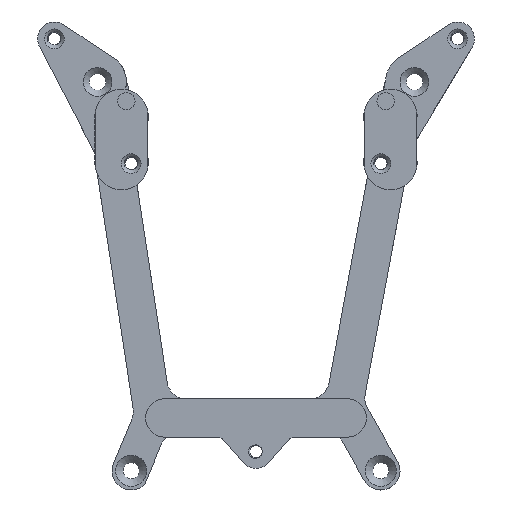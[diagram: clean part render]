
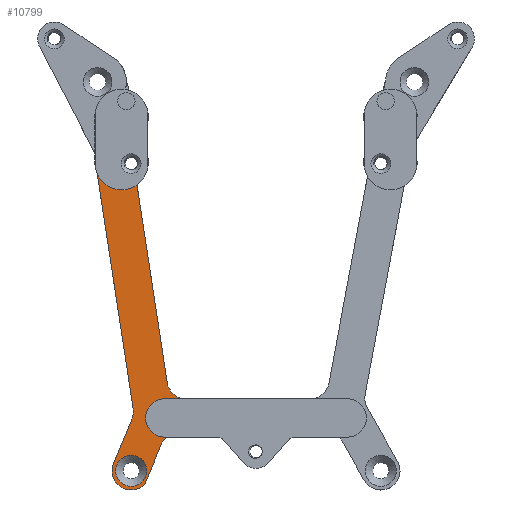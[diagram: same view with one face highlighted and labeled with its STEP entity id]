
A CAD part, top view. The second image highlights one B-rep face of the part: STEP entity #10799.
In plain terms, the highlighted planar face has unit normal (0, 0, 1).
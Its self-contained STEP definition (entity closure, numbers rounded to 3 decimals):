
#3617 = VERTEX_POINT('',#3618);
#3618 = CARTESIAN_POINT('',(-19.,-149.,33.));
#3624 = EDGE_CURVE('',#3617,#3625,#3627,.T.);
#3625 = VERTEX_POINT('',#3626);
#3626 = CARTESIAN_POINT('',(-14.927,-149.,33.));
#3627 = LINE('',#3628,#3629);
#3628 = CARTESIAN_POINT('',(9.165,-149.,33.));
#3629 = VECTOR('',#3630,1.);
#3630 = DIRECTION('',(1.,0.,0.));
#3798 = VERTEX_POINT('',#3799);
#3799 = CARTESIAN_POINT('',(-18.499,-145.622,33.));
#3805 = EDGE_CURVE('',#3798,#3625,#3806,.T.);
#3806 = CIRCLE('',#3807,4.);
#3807 = AXIS2_PLACEMENT_3D('',#3808,#3809,#3810);
#3808 = CARTESIAN_POINT('',(-14.545,-145.018,33.));
#3809 = DIRECTION('',(0.,0.,1.));
#3810 = DIRECTION('',(1.,0.,0.));
#3889 = VERTEX_POINT('',#3890);
#3890 = CARTESIAN_POINT('',(-24.808,-104.292,33.));
#3940 = EDGE_CURVE('',#3889,#3798,#3941,.T.);
#3941 = LINE('',#3942,#3943);
#3942 = CARTESIAN_POINT('',(-27.645,-85.707,33.));
#3943 = VECTOR('',#3944,1.);
#3944 = DIRECTION('',(0.151,-0.989,0.));
#4004 = VERTEX_POINT('',#4005);
#4005 = CARTESIAN_POINT('',(-33.215,-101.188,33.));
#4014 = EDGE_CURVE('',#3889,#4004,#4015,.T.);
#4015 = B_SPLINE_CURVE_WITH_KNOTS('',8,(#4016,#4017,#4018,#4019,#4020,
    #4021,#4022,#4023,#4024,#4025,#4026,#4027,#4028,#4029,#4030,#4031,
    #4032,#4033,#4034,#4035,#4036,#4037,#4038,#4039,#4040,#4041,#4042,
    #4043,#4044,#4045),.UNSPECIFIED.,.F.,.F.,(9,7,7,7,9),(0.,
    0.25,0.5,0.75,1.),.UNSPECIFIED.);
#4016 = CARTESIAN_POINT('',(-22.651,-100.,33.));
#4017 = CARTESIAN_POINT('',(-22.651,-100.525,33.));
#4018 = CARTESIAN_POINT('',(-22.71,-101.05,33.));
#4019 = CARTESIAN_POINT('',(-22.828,-101.568,33.));
#4020 = CARTESIAN_POINT('',(-23.003,-102.07,33.));
#4021 = CARTESIAN_POINT('',(-23.234,-102.549,33.));
#4022 = CARTESIAN_POINT('',(-23.517,-102.998,33.));
#4023 = CARTESIAN_POINT('',(-23.846,-103.411,33.));
#4024 = CARTESIAN_POINT('',(-24.589,-104.154,33.));
#4025 = CARTESIAN_POINT('',(-25.002,-104.483,33.));
#4026 = CARTESIAN_POINT('',(-25.451,-104.766,33.));
#4027 = CARTESIAN_POINT('',(-25.93,-104.997,33.));
#4028 = CARTESIAN_POINT('',(-26.432,-105.172,33.));
#4029 = CARTESIAN_POINT('',(-26.95,-105.29,33.));
#4030 = CARTESIAN_POINT('',(-27.475,-105.349,33.));
#4031 = CARTESIAN_POINT('',(-28.525,-105.349,33.));
#4032 = CARTESIAN_POINT('',(-29.05,-105.29,33.));
#4033 = CARTESIAN_POINT('',(-29.568,-105.172,33.));
#4034 = CARTESIAN_POINT('',(-30.07,-104.997,33.));
#4035 = CARTESIAN_POINT('',(-30.549,-104.766,33.));
#4036 = CARTESIAN_POINT('',(-30.998,-104.483,33.));
#4037 = CARTESIAN_POINT('',(-31.411,-104.154,33.));
#4038 = CARTESIAN_POINT('',(-32.154,-103.411,33.));
#4039 = CARTESIAN_POINT('',(-32.483,-102.998,33.));
#4040 = CARTESIAN_POINT('',(-32.766,-102.549,33.));
#4041 = CARTESIAN_POINT('',(-32.997,-102.07,33.));
#4042 = CARTESIAN_POINT('',(-33.172,-101.568,33.));
#4043 = CARTESIAN_POINT('',(-33.29,-101.05,33.));
#4044 = CARTESIAN_POINT('',(-33.349,-100.525,33.));
#4045 = CARTESIAN_POINT('',(-33.349,-100.,33.));
#4960 = EDGE_CURVE('',#4004,#4961,#4963,.T.);
#4961 = VERTEX_POINT('',#4962);
#4962 = CARTESIAN_POINT('',(-25.598,-151.089,33.));
#4963 = LINE('',#4964,#4965);
#4964 = CARTESIAN_POINT('',(-33.282,-100.755,33.));
#4965 = VECTOR('',#4966,1.);
#4966 = DIRECTION('',(0.151,-0.989,0.));
#5007 = VERTEX_POINT('',#5008);
#5008 = CARTESIAN_POINT('',(-25.858,-153.226,33.));
#5014 = EDGE_CURVE('',#5007,#4961,#5015,.T.);
#5015 = CIRCLE('',#5016,4.);
#5016 = AXIS2_PLACEMENT_3D('',#5017,#5018,#5019);
#5017 = CARTESIAN_POINT('',(-29.552,-151.693,33.));
#5018 = DIRECTION('',(0.,0.,1.));
#5019 = DIRECTION('',(1.,0.,0.));
#5057 = EDGE_CURVE('',#5007,#5058,#5060,.T.);
#5058 = VERTEX_POINT('',#5059);
#5059 = CARTESIAN_POINT('',(-29.694,-162.466,33.));
#5060 = LINE('',#5061,#5062);
#5061 = CARTESIAN_POINT('',(-25.858,-153.226,33.));
#5062 = VECTOR('',#5063,1.);
#5063 = DIRECTION('',(-0.383,-0.924,0.));
#5091 = VERTEX_POINT('',#5092);
#5092 = CARTESIAN_POINT('',(-19.,-157.,33.));
#5098 = EDGE_CURVE('',#5091,#5099,#5101,.T.);
#5099 = VERTEX_POINT('',#5100);
#5100 = CARTESIAN_POINT('',(-18.587,-157.,33.));
#5101 = LINE('',#5102,#5103);
#5102 = CARTESIAN_POINT('',(-4.335,-157.,33.));
#5103 = VECTOR('',#5104,1.);
#5104 = DIRECTION('',(1.,0.,0.));
#5121 = EDGE_CURVE('',#5058,#5122,#5124,.T.);
#5122 = VERTEX_POINT('',#5123);
#5123 = CARTESIAN_POINT('',(-23.187,-166.844,33.));
#5124 = CIRCLE('',#5125,4.);
#5125 = AXIS2_PLACEMENT_3D('',#5126,#5127,#5128);
#5126 = CARTESIAN_POINT('',(-26.,-164.,33.));
#5127 = DIRECTION('',(0.,0.,1.));
#5128 = DIRECTION('',(1.,0.,0.));
#5147 = EDGE_CURVE('',#5099,#5148,#5150,.T.);
#5148 = VERTEX_POINT('',#5149);
#5149 = CARTESIAN_POINT('',(-19.749,-158.563,33.));
#5150 = CIRCLE('',#5151,4.);
#5151 = AXIS2_PLACEMENT_3D('',#5152,#5153,#5154);
#5152 = CARTESIAN_POINT('',(-16.055,-160.097,33.));
#5153 = DIRECTION('',(0.,0.,1.));
#5154 = DIRECTION('',(1.,0.,0.));
#5171 = EDGE_CURVE('',#5148,#5122,#5172,.T.);
#5172 = LINE('',#5173,#5174);
#5173 = CARTESIAN_POINT('',(-19.749,-158.563,33.));
#5174 = VECTOR('',#5175,1.);
#5175 = DIRECTION('',(-0.383,-0.924,0.));
#10799 = ADVANCED_FACE('',(#10800,#10820),#10831,.T.);
#10800 = FACE_BOUND('',#10801,.T.);
#10801 = EDGE_LOOP('',(#10802,#10803,#10804,#10805,#10806,#10807,#10808,
    #10809,#10810,#10811,#10812,#10813));
#10802 = ORIENTED_EDGE('',*,*,#3624,.T.);
#10803 = ORIENTED_EDGE('',*,*,#3805,.F.);
#10804 = ORIENTED_EDGE('',*,*,#3940,.F.);
#10805 = ORIENTED_EDGE('',*,*,#4014,.T.);
#10806 = ORIENTED_EDGE('',*,*,#4960,.T.);
#10807 = ORIENTED_EDGE('',*,*,#5014,.F.);
#10808 = ORIENTED_EDGE('',*,*,#5057,.T.);
#10809 = ORIENTED_EDGE('',*,*,#5121,.T.);
#10810 = ORIENTED_EDGE('',*,*,#5171,.F.);
#10811 = ORIENTED_EDGE('',*,*,#5147,.F.);
#10812 = ORIENTED_EDGE('',*,*,#5098,.F.);
#10813 = ORIENTED_EDGE('',*,*,#10814,.T.);
#10814 = EDGE_CURVE('',#5091,#3617,#10815,.T.);
#10815 = CIRCLE('',#10816,4.);
#10816 = AXIS2_PLACEMENT_3D('',#10817,#10818,#10819);
#10817 = CARTESIAN_POINT('',(-19.,-153.,33.));
#10818 = DIRECTION('',(0.,0.,-1.));
#10819 = DIRECTION('',(1.,0.,0.));
#10820 = FACE_BOUND('',#10821,.T.);
#10821 = EDGE_LOOP('',(#10822));
#10822 = ORIENTED_EDGE('',*,*,#10823,.F.);
#10823 = EDGE_CURVE('',#10824,#10824,#10826,.T.);
#10824 = VERTEX_POINT('',#10825);
#10825 = CARTESIAN_POINT('',(-22.75,-164.,33.));
#10826 = CIRCLE('',#10827,3.25);
#10827 = AXIS2_PLACEMENT_3D('',#10828,#10829,#10830);
#10828 = CARTESIAN_POINT('',(-26.,-164.,33.));
#10829 = DIRECTION('',(0.,0.,1.));
#10830 = DIRECTION('',(1.,0.,-0.));
#10831 = PLANE('',#10832);
#10832 = AXIS2_PLACEMENT_3D('',#10833,#10834,#10835);
#10833 = CARTESIAN_POINT('',(-0.669,-121.699,33.));
#10834 = DIRECTION('',(0.,0.,1.));
#10835 = DIRECTION('',(1.,0.,0.));
